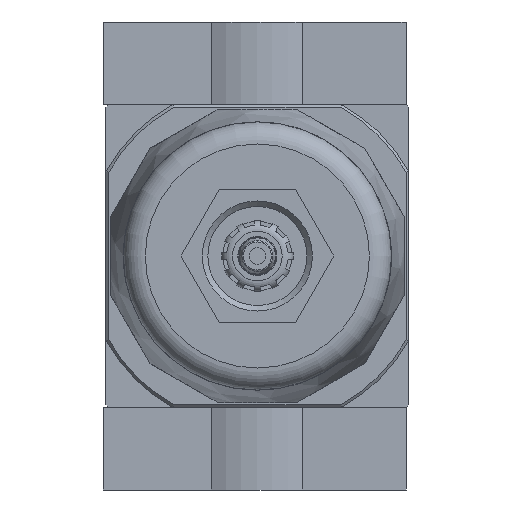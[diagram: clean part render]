
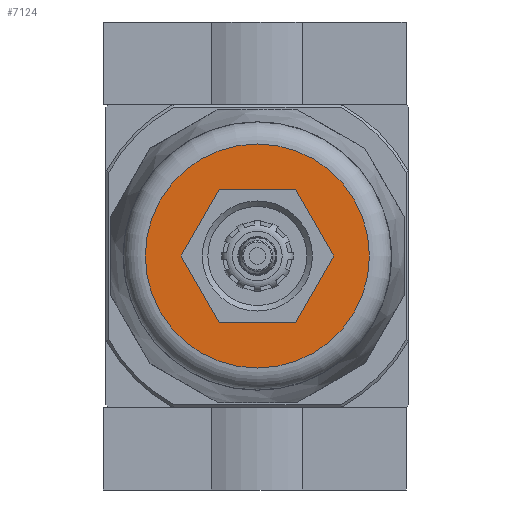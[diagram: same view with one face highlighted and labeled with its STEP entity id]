
A CAD part, front view. The second image highlights one B-rep face of the part: STEP entity #7124.
In plain terms, the highlighted planar face has unit normal (0, -1, 0).
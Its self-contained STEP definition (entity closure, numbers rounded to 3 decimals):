
#112=PLANE('',#7578);
#366=LINE('',#10704,#801);
#367=LINE('',#10707,#802);
#368=LINE('',#10709,#803);
#369=LINE('',#10711,#804);
#370=LINE('',#10713,#805);
#371=LINE('',#10715,#806);
#801=VECTOR('',#8453,1000.);
#802=VECTOR('',#8454,1000.);
#803=VECTOR('',#8455,1000.);
#804=VECTOR('',#8456,1000.);
#805=VECTOR('',#8457,1000.);
#806=VECTOR('',#8458,1000.);
#1698=ORIENTED_EDGE('',*,*,#3270,.T.);
#1699=ORIENTED_EDGE('',*,*,#3271,.T.);
#1700=ORIENTED_EDGE('',*,*,#3272,.T.);
#1701=ORIENTED_EDGE('',*,*,#3273,.T.);
#1702=ORIENTED_EDGE('',*,*,#3274,.T.);
#1703=ORIENTED_EDGE('',*,*,#3275,.T.);
#1704=ORIENTED_EDGE('',*,*,#3276,.T.);
#3270=EDGE_CURVE('',#4067,#4067,#4564,.T.);
#3271=EDGE_CURVE('',#4068,#4069,#366,.T.);
#3272=EDGE_CURVE('',#4069,#4070,#367,.T.);
#3273=EDGE_CURVE('',#4070,#4071,#368,.T.);
#3274=EDGE_CURVE('',#4071,#4072,#369,.T.);
#3275=EDGE_CURVE('',#4072,#4073,#370,.T.);
#3276=EDGE_CURVE('',#4073,#4068,#371,.T.);
#4067=VERTEX_POINT('',#10703);
#4068=VERTEX_POINT('',#10705);
#4069=VERTEX_POINT('',#10706);
#4070=VERTEX_POINT('',#10708);
#4071=VERTEX_POINT('',#10710);
#4072=VERTEX_POINT('',#10712);
#4073=VERTEX_POINT('',#10714);
#4564=CIRCLE('',#7579,20.35);
#4887=EDGE_LOOP('',(#1698));
#4888=EDGE_LOOP('',(#1699,#1700,#1701,#1702,#1703,#1704));
#5412=FACE_BOUND('',#4887,.T.);
#5413=FACE_BOUND('',#4888,.T.);
#7124=ADVANCED_FACE('',(#5412,#5413),#112,.F.);
#7578=AXIS2_PLACEMENT_3D('',#10701,#8449,#8450);
#7579=AXIS2_PLACEMENT_3D('',#10702,#8451,#8452);
#8449=DIRECTION('',(0.,1.,0.));
#8450=DIRECTION('',(0.,0.,1.));
#8451=DIRECTION('',(0.,-1.,0.));
#8452=DIRECTION('',(0.,0.,-1.));
#8453=DIRECTION('',(0.,0.,1.));
#8454=DIRECTION('',(0.866,0.,0.5));
#8455=DIRECTION('',(0.866,0.,-0.5));
#8456=DIRECTION('',(0.,0.,-1.));
#8457=DIRECTION('',(-0.866,0.,-0.5));
#8458=DIRECTION('',(-0.866,0.,0.5));
#10701=CARTESIAN_POINT('',(20.35,-145.7,0.));
#10702=CARTESIAN_POINT('',(0.,-145.7,0.));
#10703=CARTESIAN_POINT('',(0.,-145.7,-20.35));
#10704=CARTESIAN_POINT('',(-12.,-145.7,-6.928));
#10705=CARTESIAN_POINT('',(-12.,-145.7,-6.928));
#10706=CARTESIAN_POINT('',(-12.,-145.7,6.928));
#10707=CARTESIAN_POINT('',(-12.,-145.7,6.928));
#10708=CARTESIAN_POINT('',(0.,-145.7,13.856));
#10709=CARTESIAN_POINT('',(0.,-145.7,13.856));
#10710=CARTESIAN_POINT('',(12.,-145.7,6.928));
#10711=CARTESIAN_POINT('',(12.,-145.7,6.928));
#10712=CARTESIAN_POINT('',(12.,-145.7,-6.928));
#10713=CARTESIAN_POINT('',(12.,-145.7,-6.928));
#10714=CARTESIAN_POINT('',(0.,-145.7,-13.856));
#10715=CARTESIAN_POINT('',(0.,-145.7,-13.856));
